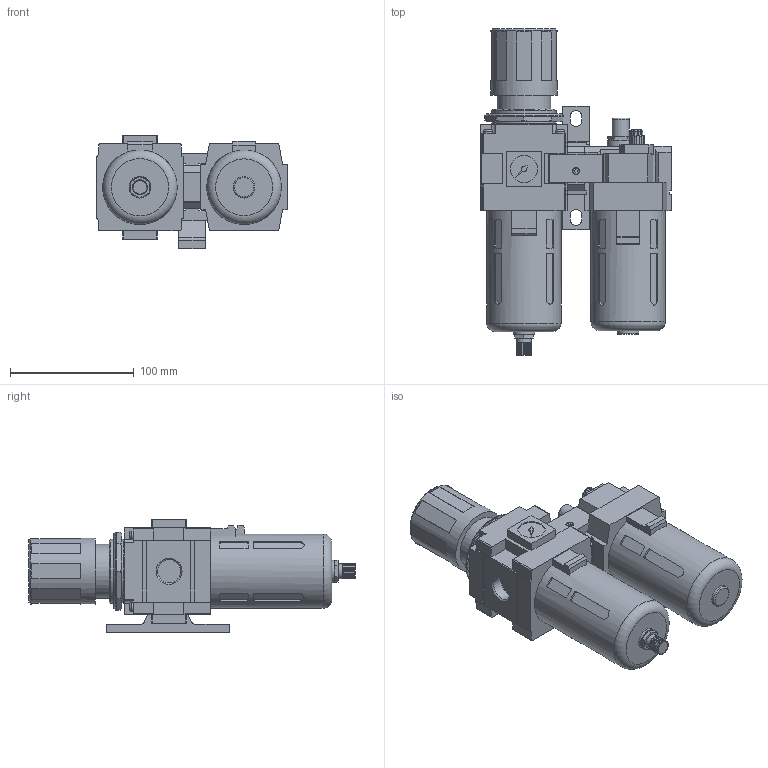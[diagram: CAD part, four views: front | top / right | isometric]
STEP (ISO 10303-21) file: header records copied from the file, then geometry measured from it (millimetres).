
FILE_DESCRIPTION(/* description */ ('STEP AP203'),/* implementation_level */ '2;1');
FILE_NAME(/* name */ 'EIC4010-042',/* time_stamp */ '2024-05-13T08:50:21+02:00',/* author */ ('License CC BY-ND 4.0'),/* organization */ ('CADENAS'),/* preprocessor_version */ 'ST-DEVELOPER v19.3',/* originating_system */ 'PARTsolutions',/* authorisation */ ' ');
FILE_SCHEMA (('CONFIG_CONTROL_DESIGN'));
Length unit declared in the file: millimetre
Products named in the file (5): EIC4010-042; EIC4010-042_dummy; EIW400-042(FR.L); T4000(FR-L); EIL4000-042(FR.L)
Assembly tree (4 placements, depth 2):
  EIC4010-042
    EIC4010-042_dummy
    EIW400-042(FR.L)
    T4000(FR-L)
    EIL4000-042(FR.L)
Bounding box: 154.2 x 264 x 91.7 mm (x, y, z)
Volume: 1293161.7 mm3; surface area: 137734.8 mm2
Topology: 3 solids, 3 shells, 799 faces, 2078 edges, 1374 vertices
Faces by surface type: plane 596, cylinder 163, cone 30, torus 10
Full cylindrical faces by diameter (mm): 4.134 x4, 5 x1, 6 x1, 7 x4, 12 x2, 13.7 x1, 17.5 x2, 18.631 x4, 19 x1, 20.5 x2, 21.5 x2, 22 x2, 30 x2, 31 x2, 43.4 x1, 52 x2, 53.5 x1, 60.2 x2, 63.4 x1
Entity records: 26896 total; most frequent: CARTESIAN_POINT 4644, ORIENTED_EDGE 3958, DIRECTION 3839, EDGE_CURVE 1979, LINE 1419, VECTOR 1419, VERTEX_POINT 1346, AXIS2_PLACEMENT_3D 1210
